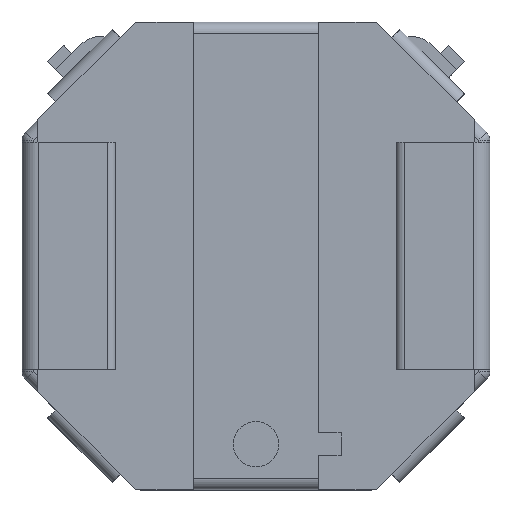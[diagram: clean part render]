
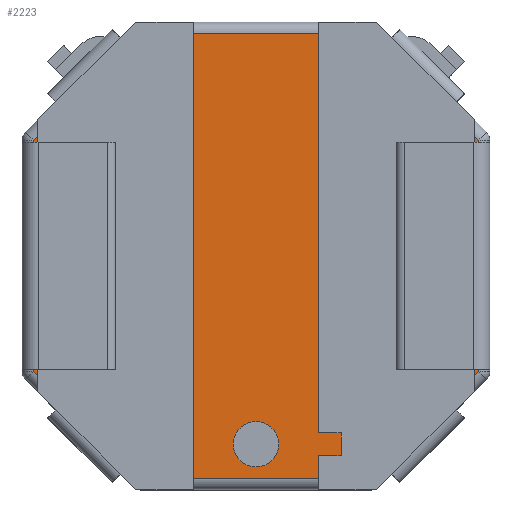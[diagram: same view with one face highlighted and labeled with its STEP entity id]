
A CAD part, top view. The second image highlights one B-rep face of the part: STEP entity #2223.
In plain terms, the highlighted planar face has unit normal (0, 0, 1).
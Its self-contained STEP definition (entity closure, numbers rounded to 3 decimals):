
#239 = ORIENTED_EDGE ( 'NONE', *, *, #2903, .T. ) ;
#265 = CARTESIAN_POINT ( 'NONE',  ( 4.9, 0., 2.325 ) ) ;
#267 = CARTESIAN_POINT ( 'NONE',  ( 0.5, -4.15, 2.325 ) ) ;
#298 = AXIS2_PLACEMENT_3D ( 'NONE', #5493, #4804, #1167 ) ;
#393 = EDGE_CURVE ( 'NONE', #1000, #8990, #3174, .T. ) ;
#590 = LINE ( 'NONE', #2689, #2392 ) ;
#608 = LINE ( 'NONE', #5931, #1288 ) ;
#640 = ORIENTED_EDGE ( 'NONE', *, *, #3522, .T. ) ;
#650 = CARTESIAN_POINT ( 'NONE',  ( -2.473, -4.973, 2.325 ) ) ;
#689 = CARTESIAN_POINT ( 'NONE',  ( 4.9, -2.546, 2.325 ) ) ;
#835 = FACE_OUTER_BOUND ( 'NONE', #2659, .T. ) ;
#930 = ORIENTED_EDGE ( 'NONE', *, *, #1707, .T. ) ;
#998 = VERTEX_POINT ( 'NONE', #4213 ) ;
#1000 = VERTEX_POINT ( 'NONE', #3648 ) ;
#1030 = CIRCLE ( 'NONE', #4059, 0.5 ) ;
#1035 = LINE ( 'NONE', #2447, #8032 ) ;
#1054 = VERTEX_POINT ( 'NONE', #5199 ) ;
#1167 = DIRECTION ( 'NONE',  ( 1., 0., 0. ) ) ;
#1288 = VECTOR ( 'NONE', #1573, 1000. ) ;
#1473 = EDGE_CURVE ( 'NONE', #8990, #1000, #1030, .T. ) ;
#1573 = DIRECTION ( 'NONE',  ( 0., -1., 0. ) ) ;
#1707 = EDGE_CURVE ( 'NONE', #2494, #1054, #6672, .T. ) ;
#2160 = AXIS2_PLACEMENT_3D ( 'NONE', #4315, #9287, #8728 ) ;
#2223 = ADVANCED_FACE ( 'NONE', ( #835, #4032 ), #8641, .T. ) ;
#2259 = VERTEX_POINT ( 'NONE', #689 ) ;
#2266 = DIRECTION ( 'NONE',  ( 1., 0., 0. ) ) ;
#2392 = VECTOR ( 'NONE', #7693, 1000. ) ;
#2447 = CARTESIAN_POINT ( 'NONE',  ( -3.723, 3.723, 2.325 ) ) ;
#2494 = VERTEX_POINT ( 'NONE', #8877 ) ;
#2543 = CARTESIAN_POINT ( 'NONE',  ( 4.9, 2.546, 2.325 ) ) ;
#2653 = CARTESIAN_POINT ( 'NONE',  ( 0., -4.15, 2.325 ) ) ;
#2659 = EDGE_LOOP ( 'NONE', ( #239, #8438, #930, #6292, #640, #9021, #3719, #4600 ) ) ;
#2689 = CARTESIAN_POINT ( 'NONE',  ( 4.973, -2.473, 2.325 ) ) ;
#2850 = DIRECTION ( 'NONE',  ( 0.707, -0.707, 0. ) ) ;
#2903 = EDGE_CURVE ( 'NONE', #9303, #998, #608, .T. ) ;
#3037 = ORIENTED_EDGE ( 'NONE', *, *, #1473, .F. ) ;
#3088 = CARTESIAN_POINT ( 'NONE',  ( 0., -4.9, 2.325 ) ) ;
#3094 = DIRECTION ( 'NONE',  ( 0., 1., 0. ) ) ;
#3095 = EDGE_CURVE ( 'NONE', #1054, #2259, #590, .T. ) ;
#3174 = CIRCLE ( 'NONE', #298, 0.5 ) ;
#3208 = DIRECTION ( 'NONE',  ( -0.707, -0.707, 0. ) ) ;
#3218 = EDGE_CURVE ( 'NONE', #998, #2494, #6462, .T. ) ;
#3422 = VECTOR ( 'NONE', #5788, 1000. ) ;
#3478 = DIRECTION ( 'NONE',  ( 1., 0., 0. ) ) ;
#3522 = EDGE_CURVE ( 'NONE', #2259, #8986, #8224, .T. ) ;
#3648 = CARTESIAN_POINT ( 'NONE',  ( -0.5, -4.15, 2.325 ) ) ;
#3719 = ORIENTED_EDGE ( 'NONE', *, *, #8799, .T. ) ;
#4032 = FACE_BOUND ( 'NONE', #8606, .T. ) ;
#4059 = AXIS2_PLACEMENT_3D ( 'NONE', #2653, #4190, #3478 ) ;
#4190 = DIRECTION ( 'NONE',  ( 0., 0., 1. ) ) ;
#4213 = CARTESIAN_POINT ( 'NONE',  ( -4.9, -2.546, 2.325 ) ) ;
#4315 = CARTESIAN_POINT ( 'NONE',  ( 0., 0., 2.325 ) ) ;
#4336 = EDGE_CURVE ( 'NONE', #8986, #5249, #5825, .T. ) ;
#4600 = ORIENTED_EDGE ( 'NONE', *, *, #5098, .T. ) ;
#4804 = DIRECTION ( 'NONE',  ( 0., 0., 1. ) ) ;
#4818 = VECTOR ( 'NONE', #8563, 1000. ) ;
#5098 = EDGE_CURVE ( 'NONE', #7484, #9303, #1035, .T. ) ;
#5199 = CARTESIAN_POINT ( 'NONE',  ( 2.546, -4.9, 2.325 ) ) ;
#5249 = VERTEX_POINT ( 'NONE', #5477 ) ;
#5301 = LINE ( 'NONE', #7130, #3422 ) ;
#5310 = VECTOR ( 'NONE', #2850, 1000. ) ;
#5477 = CARTESIAN_POINT ( 'NONE',  ( 2.546, 4.9, 2.325 ) ) ;
#5493 = CARTESIAN_POINT ( 'NONE',  ( 0., -4.15, 2.325 ) ) ;
#5634 = VECTOR ( 'NONE', #3094, 1000. ) ;
#5659 = CARTESIAN_POINT ( 'NONE',  ( 3.723, 3.723, 2.325 ) ) ;
#5788 = DIRECTION ( 'NONE',  ( -1., 0., 0. ) ) ;
#5825 = LINE ( 'NONE', #5659, #4818 ) ;
#5931 = CARTESIAN_POINT ( 'NONE',  ( -4.9, -2.65, 2.325 ) ) ;
#6292 = ORIENTED_EDGE ( 'NONE', *, *, #3095, .T. ) ;
#6344 = VECTOR ( 'NONE', #2266, 1000. ) ;
#6462 = LINE ( 'NONE', #650, #5310 ) ;
#6672 = LINE ( 'NONE', #3088, #6344 ) ;
#7130 = CARTESIAN_POINT ( 'NONE',  ( -2.65, 4.9, 2.325 ) ) ;
#7324 = ORIENTED_EDGE ( 'NONE', *, *, #393, .F. ) ;
#7484 = VERTEX_POINT ( 'NONE', #7746 ) ;
#7693 = DIRECTION ( 'NONE',  ( 0.707, 0.707, 0. ) ) ;
#7746 = CARTESIAN_POINT ( 'NONE',  ( -2.546, 4.9, 2.325 ) ) ;
#8032 = VECTOR ( 'NONE', #3208, 1000. ) ;
#8224 = LINE ( 'NONE', #265, #5634 ) ;
#8438 = ORIENTED_EDGE ( 'NONE', *, *, #3218, .T. ) ;
#8563 = DIRECTION ( 'NONE',  ( -0.707, 0.707, 0. ) ) ;
#8606 = EDGE_LOOP ( 'NONE', ( #3037, #7324 ) ) ;
#8641 = PLANE ( 'NONE',  #2160 ) ;
#8728 = DIRECTION ( 'NONE',  ( 1., 0., 0. ) ) ;
#8799 = EDGE_CURVE ( 'NONE', #5249, #7484, #5301, .T. ) ;
#8877 = CARTESIAN_POINT ( 'NONE',  ( -2.546, -4.9, 2.325 ) ) ;
#8986 = VERTEX_POINT ( 'NONE', #2543 ) ;
#8990 = VERTEX_POINT ( 'NONE', #267 ) ;
#9021 = ORIENTED_EDGE ( 'NONE', *, *, #4336, .T. ) ;
#9199 = CARTESIAN_POINT ( 'NONE',  ( -4.9, 2.546, 2.325 ) ) ;
#9287 = DIRECTION ( 'NONE',  ( 0., 0., 1. ) ) ;
#9303 = VERTEX_POINT ( 'NONE', #9199 ) ;
